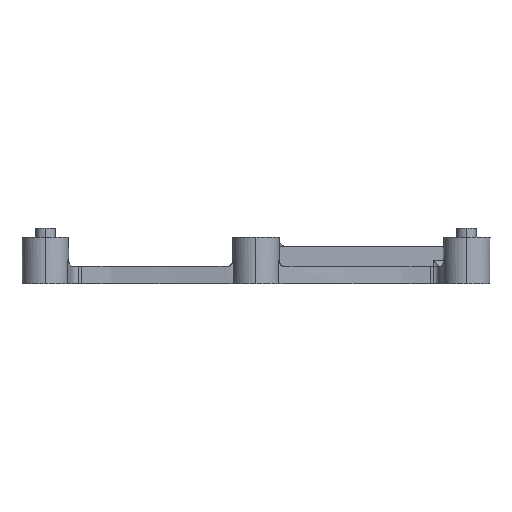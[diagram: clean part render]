
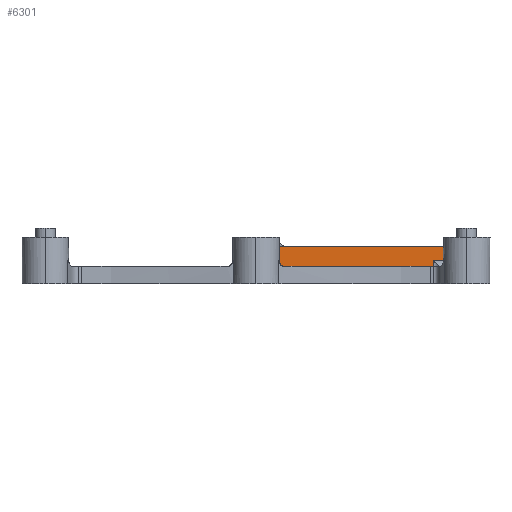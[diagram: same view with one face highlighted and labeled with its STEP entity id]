
A CAD part, left-side view. The second image highlights one B-rep face of the part: STEP entity #6301.
In plain terms, the highlighted planar face has unit normal (-1, 0, 0).
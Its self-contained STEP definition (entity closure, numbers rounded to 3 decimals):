
#53 = VERTEX_POINT ( 'NONE', #3100 ) ;
#190 = EDGE_CURVE ( 'NONE', #6638, #2707, #7082, .T. ) ;
#207 = PLANE ( 'NONE',  #2160 ) ;
#221 = LINE ( 'NONE', #3144, #1747 ) ;
#274 = LINE ( 'NONE', #8460, #4676 ) ;
#673 = LINE ( 'NONE', #2905, #7984 ) ;
#794 = CARTESIAN_POINT ( 'NONE',  ( -260.35, -3.498, 6.5 ) ) ;
#889 = DIRECTION ( 'NONE',  ( 0., -1., 0. ) ) ;
#893 = CARTESIAN_POINT ( 'NONE',  ( -260.35, -3.519, 6.5 ) ) ;
#916 = CARTESIAN_POINT ( 'NONE',  ( -260.35, -34.995, 4. ) ) ;
#1160 = B_SPLINE_CURVE_WITH_KNOTS ( 'NONE', 3,
 ( #893, #794, #3080, #6076 ),
 .UNSPECIFIED., .F., .F.,
 ( 4, 4 ),
 ( 0., 0. ),
 .UNSPECIFIED. ) ;
#1323 = EDGE_CURVE ( 'NONE', #5708, #53, #6890, .T. ) ;
#1747 = VECTOR ( 'NONE', #6090, 1000. ) ;
#2160 = AXIS2_PLACEMENT_3D ( 'NONE', #9300, #5438, #889 ) ;
#2171 = VERTEX_POINT ( 'NONE', #5560 ) ;
#2316 = DIRECTION ( 'NONE',  ( 0., 0., 1. ) ) ;
#2365 = DIRECTION ( 'NONE',  ( 0., -1., 0. ) ) ;
#2407 = DIRECTION ( 'NONE',  ( 0., 0., 1. ) ) ;
#2449 = EDGE_CURVE ( 'NONE', #6013, #2171, #221, .T. ) ;
#2707 = VERTEX_POINT ( 'NONE', #9693 ) ;
#2791 = EDGE_CURVE ( 'NONE', #2171, #6136, #1160, .T. ) ;
#2905 = CARTESIAN_POINT ( 'NONE',  ( -260.35, -30.475, 3. ) ) ;
#3012 = ORIENTED_EDGE ( 'NONE', *, *, #2449, .T. ) ;
#3030 = CARTESIAN_POINT ( 'NONE',  ( -260.35, -3.456, 6.502 ) ) ;
#3080 = CARTESIAN_POINT ( 'NONE',  ( -260.35, -3.477, 6.501 ) ) ;
#3100 = CARTESIAN_POINT ( 'NONE',  ( -260.35, -34.995, 4. ) ) ;
#3125 = EDGE_CURVE ( 'NONE', #6638, #5708, #673, .T. ) ;
#3144 = CARTESIAN_POINT ( 'NONE',  ( -260.35, 0., 6.5 ) ) ;
#3347 = DIRECTION ( 'NONE',  ( 0., 1., 0. ) ) ;
#3681 = CARTESIAN_POINT ( 'NONE',  ( -260.35, -34.995, 6.5 ) ) ;
#4405 = VECTOR ( 'NONE', #2407, 1000. ) ;
#4625 = ORIENTED_EDGE ( 'NONE', *, *, #8895, .T. ) ;
#4676 = VECTOR ( 'NONE', #9167, 1000. ) ;
#4861 = EDGE_CURVE ( 'NONE', #6136, #2707, #274, .T. ) ;
#5014 = CARTESIAN_POINT ( 'NONE',  ( -260.35, -30.475, 4. ) ) ;
#5078 = ORIENTED_EDGE ( 'NONE', *, *, #3125, .T. ) ;
#5177 = ORIENTED_EDGE ( 'NONE', *, *, #2791, .T. ) ;
#5438 = DIRECTION ( 'NONE',  ( -1., 0., 0. ) ) ;
#5560 = CARTESIAN_POINT ( 'NONE',  ( -260.35, -3.519, 6.5 ) ) ;
#5607 = CARTESIAN_POINT ( 'NONE',  ( -260.35, 0., 0. ) ) ;
#5708 = VERTEX_POINT ( 'NONE', #5014 ) ;
#6013 = VERTEX_POINT ( 'NONE', #7811 ) ;
#6076 = CARTESIAN_POINT ( 'NONE',  ( -260.35, -3.456, 6.502 ) ) ;
#6090 = DIRECTION ( 'NONE',  ( 0., 1., 0. ) ) ;
#6097 = EDGE_LOOP ( 'NONE', ( #5078, #9576, #4625, #3012, #5177, #9518, #7929 ) ) ;
#6136 = VERTEX_POINT ( 'NONE', #3030 ) ;
#6301 = ADVANCED_FACE ( 'NONE', ( #9150 ), #207, .T. ) ;
#6638 = VERTEX_POINT ( 'NONE', #7045 ) ;
#6886 = LINE ( 'NONE', #3681, #4405 ) ;
#6890 = LINE ( 'NONE', #916, #7939 ) ;
#7045 = CARTESIAN_POINT ( 'NONE',  ( -260.35, -30.475, 0. ) ) ;
#7082 = LINE ( 'NONE', #5607, #9223 ) ;
#7811 = CARTESIAN_POINT ( 'NONE',  ( -260.35, -34.995, 6.5 ) ) ;
#7929 = ORIENTED_EDGE ( 'NONE', *, *, #190, .F. ) ;
#7939 = VECTOR ( 'NONE', #2365, 1000. ) ;
#7984 = VECTOR ( 'NONE', #2316, 1000. ) ;
#8460 = CARTESIAN_POINT ( 'NONE',  ( -260.35, -3.456, 3. ) ) ;
#8895 = EDGE_CURVE ( 'NONE', #53, #6013, #6886, .T. ) ;
#9150 = FACE_OUTER_BOUND ( 'NONE', #6097, .T. ) ;
#9167 = DIRECTION ( 'NONE',  ( 0., 0., -1. ) ) ;
#9223 = VECTOR ( 'NONE', #3347, 1000. ) ;
#9300 = CARTESIAN_POINT ( 'NONE',  ( -260.35, 0., 3. ) ) ;
#9518 = ORIENTED_EDGE ( 'NONE', *, *, #4861, .T. ) ;
#9576 = ORIENTED_EDGE ( 'NONE', *, *, #1323, .T. ) ;
#9693 = CARTESIAN_POINT ( 'NONE',  ( -260.35, -3.456, 0. ) ) ;
